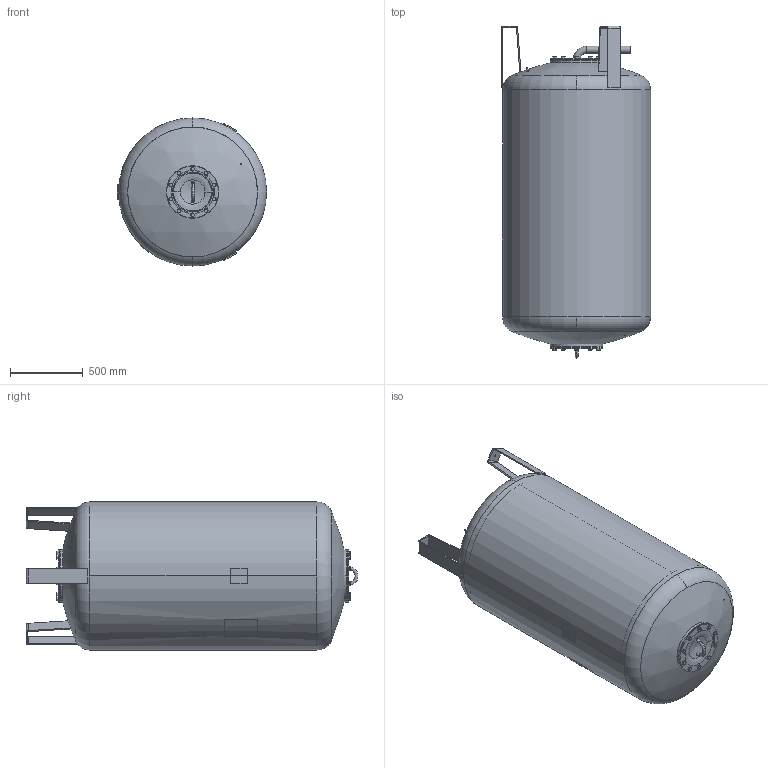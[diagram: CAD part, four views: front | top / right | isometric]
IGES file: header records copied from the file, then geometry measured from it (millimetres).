
Global section: file name: No Iges File Name specified; native system: Autodesk Inventor 2009; preprocessor: AutoDesk Inventor Iges Exporter R2009; author: CADJOBServer; date: 20091008.132632; units: millimetre
Bounding box: 1023.97 x 2276.31 x 1016 mm (x, y, z)
Volume: 526423570.1 mm3; surface area: 20161547.3 mm2
Topology: 33 solids, 33 shells, 1513 faces, 3805 edges, 2452 vertices
Faces by surface type: plane 591, bspline 318, cylinder 187, cone 186, revolution 163, torus 62, sphere 6
